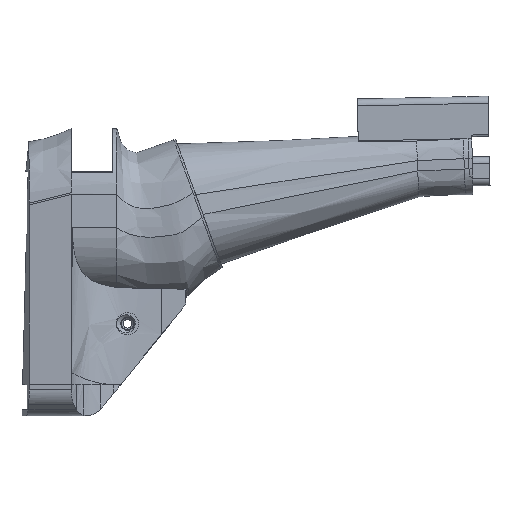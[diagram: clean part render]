
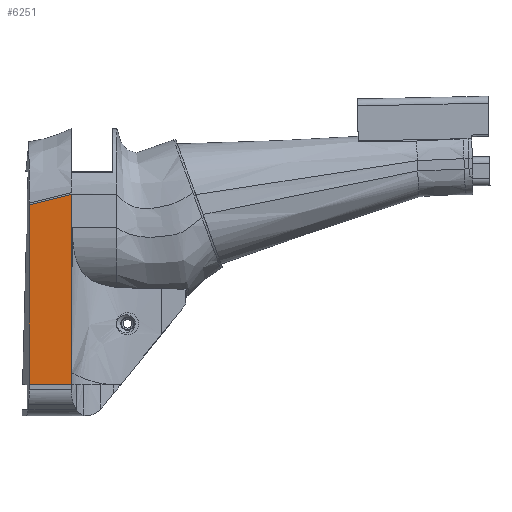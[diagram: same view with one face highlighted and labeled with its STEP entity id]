
A CAD part, left-side view. The second image highlights one B-rep face of the part: STEP entity #6251.
In plain terms, the highlighted free-form (B-spline) face has degree [3, 3] with [4, 4] control points.
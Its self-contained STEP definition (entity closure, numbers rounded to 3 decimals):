
#303=B_SPLINE_SURFACE_WITH_KNOTS('',3,3,((#15315,#15316,#15317,#15318),
(#15319,#15320,#15321,#15322),(#15323,#15324,#15325,#15326),(#15327,#15328,
#15329,#15330)),.UNSPECIFIED.,.F.,.F.,.F.,(4,4),(4,4),(0.017,
0.329),(0.14,1.),.UNSPECIFIED.);
#608=FACE_OUTER_BOUND('',#971,.T.);
#971=EDGE_LOOP('',(#5059,#5060,#5061,#5062,#5063,#5064));
#1359=LINE('',#15331,#1768);
#1768=VECTOR('',#7468,14.707);
#2084=B_SPLINE_CURVE_WITH_KNOTS('',3,(#11525,#11526,#11527,#11528),
 .UNSPECIFIED.,.F.,.F.,(4,4),(0.019,0.132),
 .UNSPECIFIED.);
#2085=B_SPLINE_CURVE_WITH_KNOTS('',3,(#11530,#11531,#11532,#11533),
 .UNSPECIFIED.,.F.,.F.,(4,4),(0.132,0.332),
 .UNSPECIFIED.);
#2103=B_SPLINE_CURVE_WITH_KNOTS('',3,(#11721,#11722,#11723,#11724),
 .UNSPECIFIED.,.F.,.F.,(4,4),(0.038,0.329),
 .UNSPECIFIED.);
#2159=B_SPLINE_CURVE_WITH_KNOTS('',3,(#13600,#13601,#13602,#13603),
 .UNSPECIFIED.,.F.,.F.,(4,4),(0.017,0.038),
 .UNSPECIFIED.);
#2234=B_SPLINE_CURVE_WITH_KNOTS('',3,(#15332,#15333,#15334,#15335,#15336,
#15337),.UNSPECIFIED.,.F.,.F.,(4,2,4),(-1.228,-0.618,
0.),.UNSPECIFIED.);
#2540=VERTEX_POINT('',#11519);
#2541=VERTEX_POINT('',#11524);
#2542=VERTEX_POINT('',#11529);
#2558=VERTEX_POINT('',#11719);
#2559=VERTEX_POINT('',#11720);
#2668=VERTEX_POINT('',#13599);
#3233=EDGE_CURVE('',#2540,#2541,#2084,.T.);
#3234=EDGE_CURVE('',#2541,#2542,#2085,.T.);
#3259=EDGE_CURVE('',#2558,#2559,#2103,.T.);
#3431=EDGE_CURVE('',#2668,#2558,#2159,.T.);
#3609=EDGE_CURVE('',#2542,#2559,#1359,.T.);
#3610=EDGE_CURVE('',#2540,#2668,#2234,.T.);
#5059=ORIENTED_EDGE('',*,*,#3609,.F.);
#5060=ORIENTED_EDGE('',*,*,#3234,.F.);
#5061=ORIENTED_EDGE('',*,*,#3233,.F.);
#5062=ORIENTED_EDGE('',*,*,#3610,.T.);
#5063=ORIENTED_EDGE('',*,*,#3431,.T.);
#5064=ORIENTED_EDGE('',*,*,#3259,.T.);
#6251=ADVANCED_FACE('',(#608),#303,.F.);
#7468=DIRECTION('',(-0.101,-0.966,0.24));
#11519=CARTESIAN_POINT('',(-72.56,-4.281,-34.404));
#11524=CARTESIAN_POINT('',(-72.219,-4.281,-15.582));
#11525=CARTESIAN_POINT('Ctrl Pts',(-72.56,-4.281,
-34.404));
#11526=CARTESIAN_POINT('Ctrl Pts',(-72.446,-4.281,
-28.13));
#11527=CARTESIAN_POINT('Ctrl Pts',(-72.333,-4.281,
-21.856));
#11528=CARTESIAN_POINT('Ctrl Pts',(-72.219,-4.281,
-15.582));
#11529=CARTESIAN_POINT('',(-71.613,-4.281,17.831));
#11530=CARTESIAN_POINT('Ctrl Pts',(-72.219,-4.281,
-15.582));
#11531=CARTESIAN_POINT('Ctrl Pts',(-72.017,-4.281,-4.445));
#11532=CARTESIAN_POINT('Ctrl Pts',(-71.816,-4.281,6.693));
#11533=CARTESIAN_POINT('Ctrl Pts',(-71.613,-4.281,
17.831));
#11719=CARTESIAN_POINT('',(-73.832,-16.493,-30.839));
#11720=CARTESIAN_POINT('',(-72.895,-16.493,20.864));
#11721=CARTESIAN_POINT('Ctrl Pts',(-73.832,-16.493,
-30.839));
#11722=CARTESIAN_POINT('Ctrl Pts',(-73.52,-16.493,
-13.604));
#11723=CARTESIAN_POINT('Ctrl Pts',(-73.207,-16.493,
3.63));
#11724=CARTESIAN_POINT('Ctrl Pts',(-72.895,-16.493,
20.864));
#13599=CARTESIAN_POINT('',(-73.897,-16.493,-34.404));
#13600=CARTESIAN_POINT('Ctrl Pts',(-73.897,-16.493,
-34.404));
#13601=CARTESIAN_POINT('Ctrl Pts',(-73.875,-16.493,
-33.216));
#13602=CARTESIAN_POINT('Ctrl Pts',(-73.854,-16.493,
-32.027));
#13603=CARTESIAN_POINT('Ctrl Pts',(-73.832,-16.493,
-30.839));
#15315=CARTESIAN_POINT('Ctrl Pts',(-72.563,-4.281,
-34.565));
#15316=CARTESIAN_POINT('Ctrl Pts',(-73.008,-8.351,-34.511));
#15317=CARTESIAN_POINT('Ctrl Pts',(-73.452,-12.422,
-34.458));
#15318=CARTESIAN_POINT('Ctrl Pts',(-73.897,-16.493,
-34.404));
#15319=CARTESIAN_POINT('Ctrl Pts',(-72.246,-4.281,
-17.099));
#15320=CARTESIAN_POINT('Ctrl Pts',(-72.685,-8.351,
-16.727));
#15321=CARTESIAN_POINT('Ctrl Pts',(-73.124,-12.422,
-16.354));
#15322=CARTESIAN_POINT('Ctrl Pts',(-73.563,-16.493,
-15.981));
#15323=CARTESIAN_POINT('Ctrl Pts',(-71.93,-4.281,
0.366));
#15324=CARTESIAN_POINT('Ctrl Pts',(-72.363,-8.351,
1.058));
#15325=CARTESIAN_POINT('Ctrl Pts',(-72.796,-12.422,
1.75));
#15326=CARTESIAN_POINT('Ctrl Pts',(-73.229,-16.493,
2.441));
#15327=CARTESIAN_POINT('Ctrl Pts',(-71.613,-4.281,
17.831));
#15328=CARTESIAN_POINT('Ctrl Pts',(-72.04,-8.351,
18.842));
#15329=CARTESIAN_POINT('Ctrl Pts',(-72.468,-12.422,19.853));
#15330=CARTESIAN_POINT('Ctrl Pts',(-72.895,-16.493,
20.864));
#15331=CARTESIAN_POINT('',(-71.404,-2.293,17.338));
#15332=CARTESIAN_POINT('Ctrl Pts',(-72.56,-4.281,
-34.404));
#15333=CARTESIAN_POINT('Ctrl Pts',(-72.781,-6.302,
-34.404));
#15334=CARTESIAN_POINT('Ctrl Pts',(-73.003,-8.324,
-34.404));
#15335=CARTESIAN_POINT('Ctrl Pts',(-73.448,-12.395,
-34.404));
#15336=CARTESIAN_POINT('Ctrl Pts',(-73.673,-14.444,
-34.404));
#15337=CARTESIAN_POINT('Ctrl Pts',(-73.897,-16.493,
-34.404));
